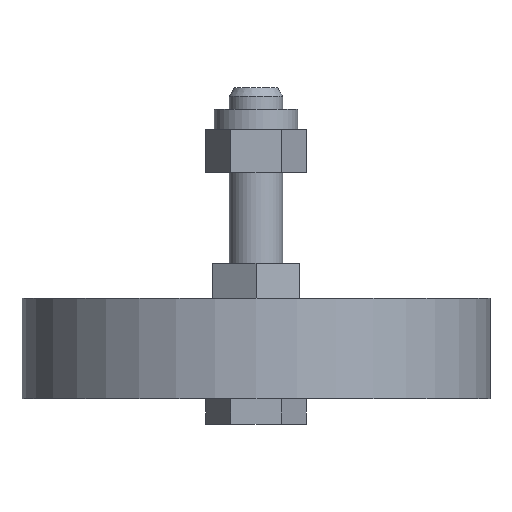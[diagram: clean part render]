
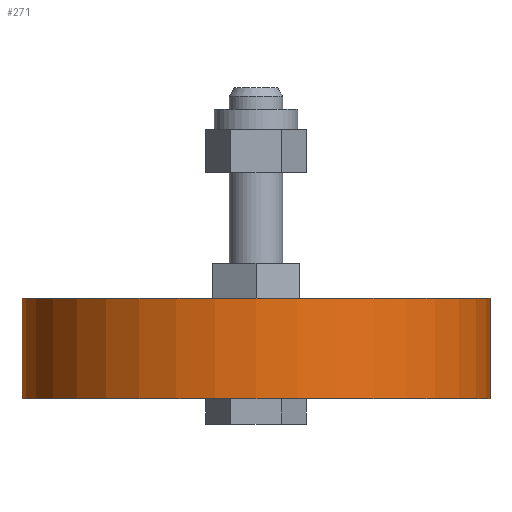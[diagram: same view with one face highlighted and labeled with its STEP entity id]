
A CAD part, front view. The second image highlights one B-rep face of the part: STEP entity #271.
In plain terms, the highlighted cylindrical face has radius 35 mm (diameter 70 mm), a partial arc.
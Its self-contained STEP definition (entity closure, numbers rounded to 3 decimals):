
#271=ADVANCED_FACE('',(#598),#599,.T.);
#598=FACE_OUTER_BOUND('',#942,.T.);
#599=CYLINDRICAL_SURFACE('',#943,35.0);
#942=EDGE_LOOP('',(#1745,#1746,#1747,#1748));
#943=AXIS2_PLACEMENT_3D('',#1749,#1750,#1751);
#1745=ORIENTED_EDGE('',*,*,#1967,.T.);
#1746=ORIENTED_EDGE('',*,*,#2272,.F.);
#1747=ORIENTED_EDGE('',*,*,#1969,.T.);
#1748=ORIENTED_EDGE('',*,*,#2101,.T.);
#1749=CARTESIAN_POINT('',(0.,0.,-7.5));
#1750=DIRECTION('',(0.,0.,-1.0));
#1751=DIRECTION('',(1.0,0.,0.));
#1967=EDGE_CURVE('',#2340,#2341,#2342,.T.);
#1969=EDGE_CURVE('',#2345,#2343,#2346,.T.);
#2101=EDGE_CURVE('',#2343,#2340,#2540,.T.);
#2272=EDGE_CURVE('',#2345,#2341,#2819,.T.);
#2340=VERTEX_POINT('',#2889);
#2341=VERTEX_POINT('',#2890);
#2342=LINE('',#2891,#2892);
#2343=VERTEX_POINT('',#2893);
#2345=VERTEX_POINT('',#2895);
#2346=LINE('',#2896,#2897);
#2540=CIRCLE('',#3159,35.0);
#2819=CIRCLE('',#3492,35.0);
#2889=CARTESIAN_POINT('',(35.0,0.,-7.5));
#2890=CARTESIAN_POINT('',(35.0,0.,7.5));
#2891=CARTESIAN_POINT('',(35.0,0.,-7.5));
#2892=VECTOR('',#3558,1.0);
#2893=CARTESIAN_POINT('',(-35.0,0.,-7.5));
#2895=CARTESIAN_POINT('',(-35.0,0.,7.5));
#2896=CARTESIAN_POINT('',(-35.0,0.,-7.5));
#2897=VECTOR('',#3562,1.0);
#3159=AXIS2_PLACEMENT_3D('',#3703,#3704,#3705);
#3492=AXIS2_PLACEMENT_3D('',#4018,#4019,#4020);
#3558=DIRECTION('',(0.,0.,1.0));
#3562=DIRECTION('',(0.,0.,-1.0));
#3703=CARTESIAN_POINT('',(0.,0.,-7.5));
#3704=DIRECTION('',(0.,0.,1.0));
#3705=DIRECTION('',(1.0,0.,0.));
#4018=CARTESIAN_POINT('',(0.,0.,7.5));
#4019=DIRECTION('',(0.,0.,1.0));
#4020=DIRECTION('',(1.0,0.,0.));
